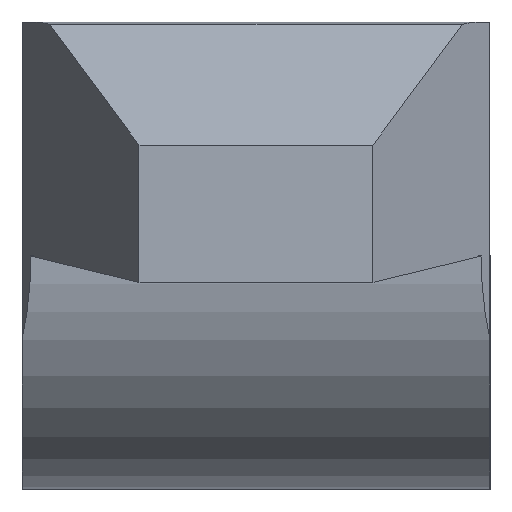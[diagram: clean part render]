
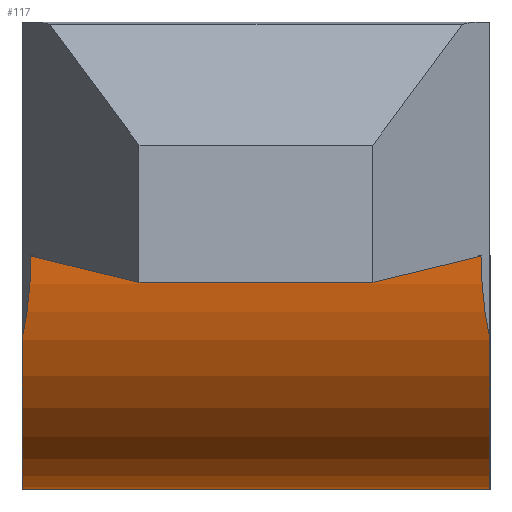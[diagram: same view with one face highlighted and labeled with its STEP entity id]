
A CAD part, left-side view. The second image highlights one B-rep face of the part: STEP entity #117.
In plain terms, the highlighted cylindrical face has radius 25 mm (diameter 50 mm), a partial arc.
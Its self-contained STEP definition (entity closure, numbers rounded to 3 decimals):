
#117=ADVANCED_FACE('',(#319),#320,.T.);
#139=EDGE_CURVE('',#291,#257,#345,.T.);
#153=EDGE_CURVE('',#179,#211,#363,.T.);
#155=EDGE_CURVE('',#291,#249,#365,.T.);
#161=EDGE_CURVE('',#249,#179,#371,.T.);
#167=VERTEX_POINT('',#377);
#179=VERTEX_POINT('',#390);
#191=EDGE_CURVE('',#167,#257,#404,.T.);
#211=VERTEX_POINT('',#426);
#249=VERTEX_POINT('',#466);
#253=EDGE_CURVE('',#211,#167,#471,.T.);
#257=VERTEX_POINT('',#475);
#291=VERTEX_POINT('',#511);
#319=FACE_OUTER_BOUND('',#530,.T.);
#320=CYLINDRICAL_SURFACE('',#531,25.0);
#345=LINE('',#562,#563);
#363=LINE('',#588,#589);
#365=ELLIPSE('',#592,28.868,25.0);
#371=CIRCLE('',#602,25.0);
#377=CARTESIAN_POINT('',(21.651,-25.0,-6.123));
#390=CARTESIAN_POINT('',(45.0,25.0,-22.189));
#404=ELLIPSE('',#645,28.868,25.0);
#426=CARTESIAN_POINT('',(45.0,-25.0,-22.189));
#466=CARTESIAN_POINT('',(21.651,25.0,-6.123));
#471=CIRCLE('',#802,25.0);
#475=CARTESIAN_POINT('',(20.0,-24.047,2.811));
#511=CARTESIAN_POINT('',(20.0,24.047,2.811));
#530=EDGE_LOOP('',(#876,#877,#878,#879,#880,#881));
#531=AXIS2_PLACEMENT_3D('',#882,#883,#884);
#562=CARTESIAN_POINT('',(20.0,0.,2.811));
#563=VECTOR('',#917,1.0);
#588=CARTESIAN_POINT('',(45.0,0.,-22.189));
#589=VECTOR('',#951,1.0);
#592=AXIS2_PLACEMENT_3D('',#952,#953,#954);
#602=AXIS2_PLACEMENT_3D('',#959,#960,#961);
#645=AXIS2_PLACEMENT_3D('',#999,#1000,#1001);
#802=AXIS2_PLACEMENT_3D('',#1064,#1065,#1066);
#876=ORIENTED_EDGE('',*,*,#191,.T.);
#877=ORIENTED_EDGE('',*,*,#139,.F.);
#878=ORIENTED_EDGE('',*,*,#155,.T.);
#879=ORIENTED_EDGE('',*,*,#161,.T.);
#880=ORIENTED_EDGE('',*,*,#153,.T.);
#881=ORIENTED_EDGE('',*,*,#253,.T.);
#882=CARTESIAN_POINT('',(45.0,0.,2.811));
#883=DIRECTION('',(-0.0,1.0,0.));
#884=DIRECTION('',(-1.0,0.0,0.0));
#917=DIRECTION('',(0.0,-1.0,0.));
#951=DIRECTION('',(0.0,-1.0,0.));
#952=CARTESIAN_POINT('',(45.0,38.481,2.811));
#953=DIRECTION('',(0.5,-0.866,0.0));
#954=DIRECTION('',(-0.866,-0.5,0.));
#959=CARTESIAN_POINT('',(45.0,25.0,2.811));
#960=DIRECTION('',(0.0,-1.0,0.));
#961=DIRECTION('',(-1.0,0.0,0.0));
#999=CARTESIAN_POINT('',(45.0,-38.481,2.811));
#1000=DIRECTION('',(0.5,0.866,0.0));
#1001=DIRECTION('',(-0.866,0.5,0.));
#1064=CARTESIAN_POINT('',(45.0,-25.0,2.811));
#1065=DIRECTION('',(0.0,1.0,0.));
#1066=DIRECTION('',(-1.0,0.0,0.0));
